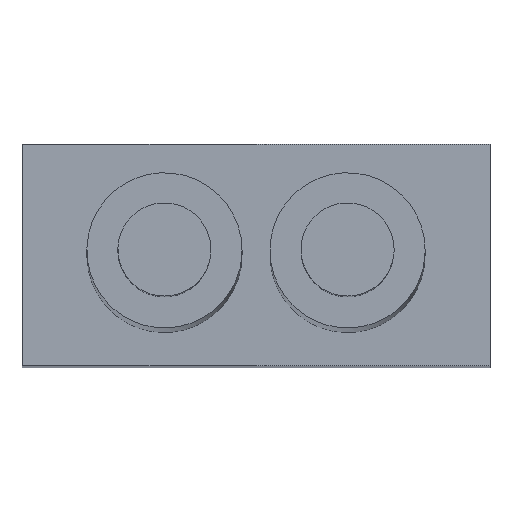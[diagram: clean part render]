
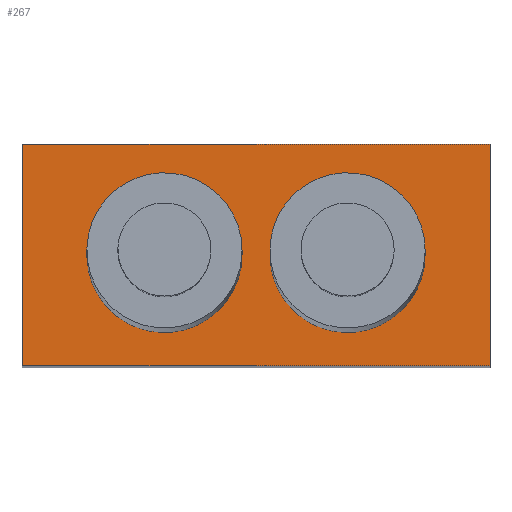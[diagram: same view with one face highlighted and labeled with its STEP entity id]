
A CAD part, top view. The second image highlights one B-rep face of the part: STEP entity #267.
In plain terms, the highlighted free-form (B-spline) face has degree [1, 1] with [2, 2] control points.
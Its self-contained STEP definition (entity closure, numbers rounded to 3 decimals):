
#191 = VERTEX_POINT('',#192);
#192 = CARTESIAN_POINT('',(2.454,1.608,9.177)
  );
#197 = EDGE_CURVE('',#191,#191,#198,.T.);
#198 = ( BOUNDED_CURVE() B_SPLINE_CURVE(2,(#199,#200,#201,#202,#203,#204
,#205),.UNSPECIFIED.,.T.,.F.) B_SPLINE_CURVE_WITH_KNOTS((3,2,2,3),(
    3.142,5.236,7.33,9.425),
.PIECEWISE_BEZIER_KNOTS.) CURVE() GEOMETRIC_REPRESENTATION_ITEM() 
RATIONAL_B_SPLINE_CURVE((1.,0.5,1.,0.5,1.,0.5,1.)) REPRESENTATION_ITEM(
  '') );
#199 = CARTESIAN_POINT('',(2.454,1.608,9.177)
  );
#200 = CARTESIAN_POINT('',(2.454,-0.342,9.177
    ));
#201 = CARTESIAN_POINT('',(0.766,0.633,9.177)
  );
#202 = CARTESIAN_POINT('',(-0.923,1.608,9.177
    ));
#203 = CARTESIAN_POINT('',(0.766,2.583,9.177)
  );
#204 = CARTESIAN_POINT('',(2.454,3.558,9.177)
  );
#205 = CARTESIAN_POINT('',(2.454,1.608,9.177)
  );
#232 = VERTEX_POINT('',#233);
#233 = CARTESIAN_POINT('',(-0.203,1.608,9.177
    ));
#238 = EDGE_CURVE('',#232,#232,#239,.T.);
#239 = ( BOUNDED_CURVE() B_SPLINE_CURVE(2,(#240,#241,#242,#243,#244,#245
,#246),.UNSPECIFIED.,.T.,.F.) B_SPLINE_CURVE_WITH_KNOTS((3,2,2,3),(
    3.142,5.236,7.33,9.425),
.PIECEWISE_BEZIER_KNOTS.) CURVE() GEOMETRIC_REPRESENTATION_ITEM() 
RATIONAL_B_SPLINE_CURVE((1.,0.5,1.,0.5,1.,0.5,1.)) REPRESENTATION_ITEM(
  '') );
#240 = CARTESIAN_POINT('',(-0.203,1.608,9.177
    ));
#241 = CARTESIAN_POINT('',(-0.203,-0.342,
    9.177));
#242 = CARTESIAN_POINT('',(-1.891,0.633,9.177)
  );
#243 = CARTESIAN_POINT('',(-3.58,1.608,9.177)
  );
#244 = CARTESIAN_POINT('',(-1.891,2.583,9.177)
  );
#245 = CARTESIAN_POINT('',(-0.203,3.558,9.177
    ));
#246 = CARTESIAN_POINT('',(-0.203,1.608,9.177
    ));
#267 = ADVANCED_FACE('',(#268,#298,#301),#304,.T.);
#268 = FACE_BOUND('',#269,.T.);
#269 = EDGE_LOOP('',(#270,#279,#286,#293));
#270 = ORIENTED_EDGE('',*,*,#271,.F.);
#271 = EDGE_CURVE('',#272,#274,#276,.T.);
#272 = VERTEX_POINT('',#273);
#273 = CARTESIAN_POINT('',(3.395,0.,9.177));
#274 = VERTEX_POINT('',#275);
#275 = CARTESIAN_POINT('',(-3.395,0.,9.177));
#276 = B_SPLINE_CURVE_WITH_KNOTS('',1,(#277,#278),.UNSPECIFIED.,.F.,.F.,
  (2,2),(0.,7.54),.PIECEWISE_BEZIER_KNOTS.);
#277 = CARTESIAN_POINT('',(3.395,0.,9.177));
#278 = CARTESIAN_POINT('',(-3.395,0.,9.177));
#279 = ORIENTED_EDGE('',*,*,#280,.T.);
#280 = EDGE_CURVE('',#272,#281,#283,.T.);
#281 = VERTEX_POINT('',#282);
#282 = CARTESIAN_POINT('',(3.395,3.215,9.177)
  );
#283 = B_SPLINE_CURVE_WITH_KNOTS('',1,(#284,#285),.UNSPECIFIED.,.F.,.F.,
  (2,2),(0.,3.57),.PIECEWISE_BEZIER_KNOTS.);
#284 = CARTESIAN_POINT('',(3.395,0.,9.177));
#285 = CARTESIAN_POINT('',(3.395,3.215,9.177)
  );
#286 = ORIENTED_EDGE('',*,*,#287,.F.);
#287 = EDGE_CURVE('',#288,#281,#290,.T.);
#288 = VERTEX_POINT('',#289);
#289 = CARTESIAN_POINT('',(-3.395,3.215,9.177
    ));
#290 = B_SPLINE_CURVE_WITH_KNOTS('',1,(#291,#292),.UNSPECIFIED.,.F.,.F.,
  (2,2),(-7.54,0.),.PIECEWISE_BEZIER_KNOTS.);
#291 = CARTESIAN_POINT('',(-3.395,3.215,9.177
    ));
#292 = CARTESIAN_POINT('',(3.395,3.215,9.177)
  );
#293 = ORIENTED_EDGE('',*,*,#294,.F.);
#294 = EDGE_CURVE('',#274,#288,#295,.T.);
#295 = B_SPLINE_CURVE_WITH_KNOTS('',1,(#296,#297),.UNSPECIFIED.,.F.,.F.,
  (2,2),(0.,3.57),.PIECEWISE_BEZIER_KNOTS.);
#296 = CARTESIAN_POINT('',(-3.395,0.,9.177));
#297 = CARTESIAN_POINT('',(-3.395,3.215,9.177
    ));
#298 = FACE_BOUND('',#299,.T.);
#299 = EDGE_LOOP('',(#300));
#300 = ORIENTED_EDGE('',*,*,#197,.T.);
#301 = FACE_BOUND('',#302,.T.);
#302 = EDGE_LOOP('',(#303));
#303 = ORIENTED_EDGE('',*,*,#238,.T.);
#304 = B_SPLINE_SURFACE_WITH_KNOTS('',1,1,(
    (#305,#306)
    ,(#307,#308
    )),.UNSPECIFIED.,.F.,.F.,.F.,(2,2),(2,2),(0.,7.54),(0.,3.57),
  .PIECEWISE_BEZIER_KNOTS.);
#305 = CARTESIAN_POINT('',(-3.395,0.,9.177));
#306 = CARTESIAN_POINT('',(-3.395,3.215,9.177
    ));
#307 = CARTESIAN_POINT('',(3.395,0.,9.177));
#308 = CARTESIAN_POINT('',(3.395,3.215,9.177)
  );
